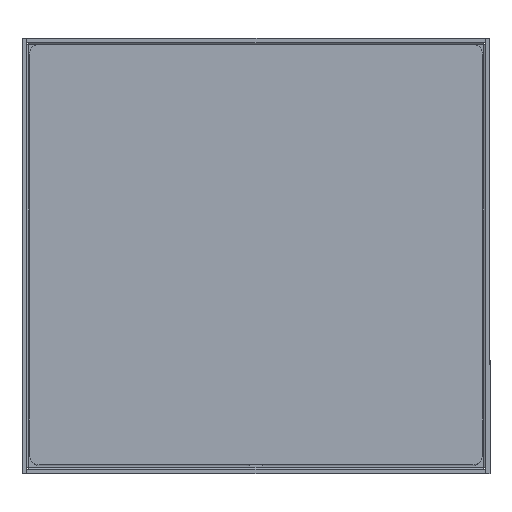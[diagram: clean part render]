
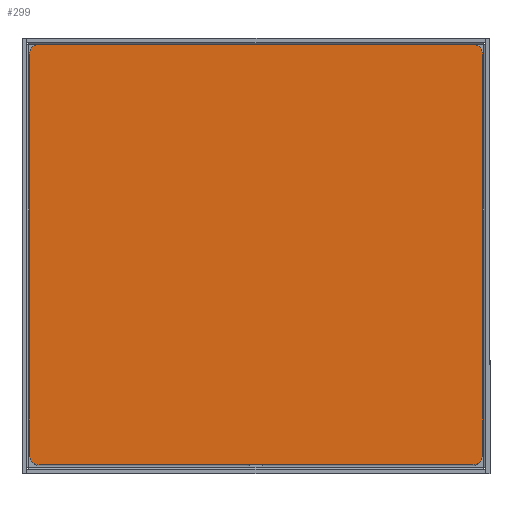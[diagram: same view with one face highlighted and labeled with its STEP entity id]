
A CAD part, top view. The second image highlights one B-rep face of the part: STEP entity #299.
In plain terms, the highlighted face is planar.
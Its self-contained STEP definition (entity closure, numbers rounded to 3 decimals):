
#50 = CARTESIAN_POINT ( 'NONE',  ( -65.1, 3., -67.2 ) ) ;
#52 = VECTOR ( 'NONE', #3569, 1000. ) ;
#67 = VERTEX_POINT ( 'NONE', #50 ) ;
#68 = CIRCLE ( 'NONE', #2874, 3. ) ;
#137 = DIRECTION ( 'NONE',  ( 0., 0., 1. ) ) ;
#173 = LINE ( 'NONE', #1068, #176 ) ;
#176 = VECTOR ( 'NONE', #646, 1000. ) ;
#185 = PLANE ( 'NONE',  #3781 ) ;
#222 = CIRCLE ( 'NONE', #1545, 3. ) ;
#299 = ADVANCED_FACE ( 'NONE', ( #4433 ), #185, .T. ) ;
#321 = LINE ( 'NONE', #1703, #3143 ) ;
#466 = VECTOR ( 'NONE', #2310, 1000. ) ;
#477 = VERTEX_POINT ( 'NONE', #943 ) ;
#581 = CIRCLE ( 'NONE', #3350, 3. ) ;
#646 = DIRECTION ( 'NONE',  ( -1., 0., 0. ) ) ;
#715 = ORIENTED_EDGE ( 'NONE', *, *, #2962, .T. ) ;
#943 = CARTESIAN_POINT ( 'NONE',  ( -62.1, 3., 70.2 ) ) ;
#1068 = CARTESIAN_POINT ( 'NONE',  ( -65.1, 3., -70.2 ) ) ;
#1118 = EDGE_CURVE ( 'NONE', #4095, #1897, #3060, .T. ) ;
#1197 = ORIENTED_EDGE ( 'NONE', *, *, #5005, .T. ) ;
#1242 = DIRECTION ( 'NONE',  ( 0., 1., 0. ) ) ;
#1339 = CARTESIAN_POINT ( 'NONE',  ( -65.1, 3., 70.2 ) ) ;
#1453 = DIRECTION ( 'NONE',  ( 0., 1., 0. ) ) ;
#1545 = AXIS2_PLACEMENT_3D ( 'NONE', #4837, #2489, #137 ) ;
#1602 = ORIENTED_EDGE ( 'NONE', *, *, #1866, .T. ) ;
#1688 = LINE ( 'NONE', #4679, #466 ) ;
#1703 = CARTESIAN_POINT ( 'NONE',  ( 65.1, 3., -70.2 ) ) ;
#1787 = EDGE_LOOP ( 'NONE', ( #1602, #4733, #2540, #3039, #1197, #3921, #4195, #715 ) ) ;
#1866 = EDGE_CURVE ( 'NONE', #5023, #4095, #321, .T. ) ;
#1891 = DIRECTION ( 'NONE',  ( 0., 1., 0. ) ) ;
#1897 = VERTEX_POINT ( 'NONE', #2190 ) ;
#1967 = DIRECTION ( 'NONE',  ( 0., 1., 0. ) ) ;
#2190 = CARTESIAN_POINT ( 'NONE',  ( 62.1, 3., -70.2 ) ) ;
#2310 = DIRECTION ( 'NONE',  ( 0., 0., 1. ) ) ;
#2489 = DIRECTION ( 'NONE',  ( 0., 1., 0. ) ) ;
#2540 = ORIENTED_EDGE ( 'NONE', *, *, #4064, .T. ) ;
#2593 = EDGE_CURVE ( 'NONE', #2633, #477, #68, .T. ) ;
#2633 = VERTEX_POINT ( 'NONE', #4225 ) ;
#2784 = DIRECTION ( 'NONE',  ( 0., 0., -1. ) ) ;
#2874 = AXIS2_PLACEMENT_3D ( 'NONE', #4189, #1891, #4617 ) ;
#2914 = CARTESIAN_POINT ( 'NONE',  ( -65.1, 3., 70.2 ) ) ;
#2962 = EDGE_CURVE ( 'NONE', #4065, #5023, #222, .T. ) ;
#2965 = CARTESIAN_POINT ( 'NONE',  ( 62.1, 3., 70.2 ) ) ;
#3039 = ORIENTED_EDGE ( 'NONE', *, *, #3110, .T. ) ;
#3060 = CIRCLE ( 'NONE', #3867, 3. ) ;
#3110 = EDGE_CURVE ( 'NONE', #3920, #67, #581, .T. ) ;
#3143 = VECTOR ( 'NONE', #2784, 1000. ) ;
#3350 = AXIS2_PLACEMENT_3D ( 'NONE', #3478, #1242, #3906 ) ;
#3478 = CARTESIAN_POINT ( 'NONE',  ( -62.1, 3., -67.2 ) ) ;
#3569 = DIRECTION ( 'NONE',  ( 1., 0., 0. ) ) ;
#3775 = CARTESIAN_POINT ( 'NONE',  ( 65.1, 3., -67.2 ) ) ;
#3781 = AXIS2_PLACEMENT_3D ( 'NONE', #2914, #1453, #4105 ) ;
#3867 = AXIS2_PLACEMENT_3D ( 'NONE', #4282, #1967, #4691 ) ;
#3906 = DIRECTION ( 'NONE',  ( 0., 0., 1. ) ) ;
#3920 = VERTEX_POINT ( 'NONE', #4069 ) ;
#3921 = ORIENTED_EDGE ( 'NONE', *, *, #2593, .T. ) ;
#4064 = EDGE_CURVE ( 'NONE', #1897, #3920, #173, .T. ) ;
#4065 = VERTEX_POINT ( 'NONE', #2965 ) ;
#4069 = CARTESIAN_POINT ( 'NONE',  ( -62.1, 3., -70.2 ) ) ;
#4095 = VERTEX_POINT ( 'NONE', #3775 ) ;
#4105 = DIRECTION ( 'NONE',  ( 0., 0., 1. ) ) ;
#4111 = LINE ( 'NONE', #1339, #52 ) ;
#4189 = CARTESIAN_POINT ( 'NONE',  ( -62.1, 3., 67.2 ) ) ;
#4195 = ORIENTED_EDGE ( 'NONE', *, *, #4529, .T. ) ;
#4225 = CARTESIAN_POINT ( 'NONE',  ( -65.1, 3., 67.2 ) ) ;
#4264 = CARTESIAN_POINT ( 'NONE',  ( 65.1, 3., 67.2 ) ) ;
#4282 = CARTESIAN_POINT ( 'NONE',  ( 62.1, 3., -67.2 ) ) ;
#4433 = FACE_OUTER_BOUND ( 'NONE', #1787, .T. ) ;
#4529 = EDGE_CURVE ( 'NONE', #477, #4065, #4111, .T. ) ;
#4617 = DIRECTION ( 'NONE',  ( 0., 0., 1. ) ) ;
#4679 = CARTESIAN_POINT ( 'NONE',  ( -65.1, 3., -70.2 ) ) ;
#4691 = DIRECTION ( 'NONE',  ( 0., 0., 1. ) ) ;
#4733 = ORIENTED_EDGE ( 'NONE', *, *, #1118, .T. ) ;
#4837 = CARTESIAN_POINT ( 'NONE',  ( 62.1, 3., 67.2 ) ) ;
#5005 = EDGE_CURVE ( 'NONE', #67, #2633, #1688, .T. ) ;
#5023 = VERTEX_POINT ( 'NONE', #4264 ) ;
